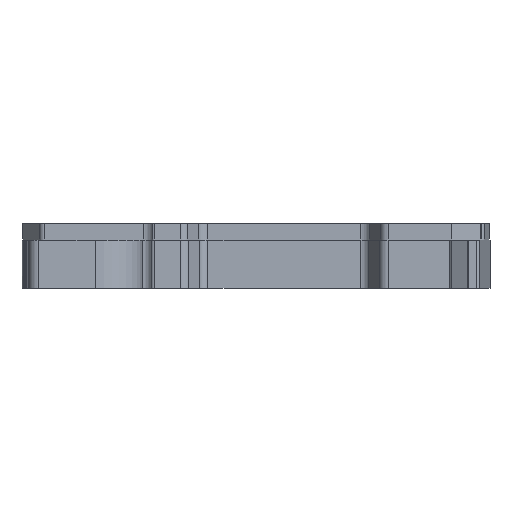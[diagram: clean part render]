
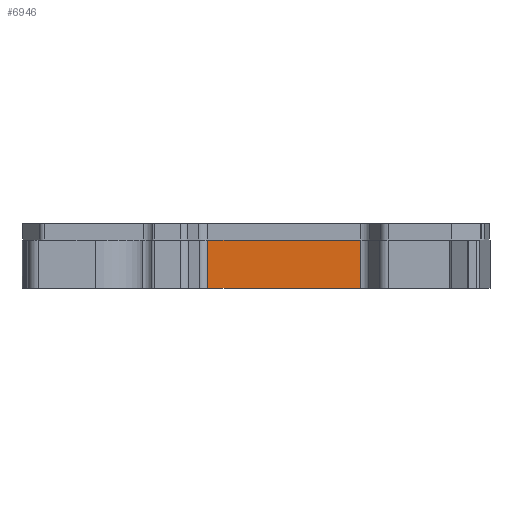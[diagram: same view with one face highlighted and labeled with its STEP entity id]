
A CAD part, front view. The second image highlights one B-rep face of the part: STEP entity #6946.
In plain terms, the highlighted planar face has unit normal (0, -1, 0).
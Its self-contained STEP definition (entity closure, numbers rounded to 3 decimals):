
#172 = CARTESIAN_POINT ( 'NONE',  ( 2199.065, 666.015, 0. ) ) ;
#257 = VECTOR ( 'NONE', #12126, 1000. ) ;
#298 = ORIENTED_EDGE ( 'NONE', *, *, #627, .F. ) ;
#478 = FACE_OUTER_BOUND ( 'NONE', #6470, .T. ) ;
#542 = DIRECTION ( 'NONE',  ( 1., 0., 0. ) ) ;
#627 = EDGE_CURVE ( 'NONE', #5570, #2209, #3405, .T. ) ;
#879 = EDGE_CURVE ( 'NONE', #3200, #5570, #4188, .T. ) ;
#1195 = CARTESIAN_POINT ( 'NONE',  ( 2199.065, 666.015, 0. ) ) ;
#1221 = ORIENTED_EDGE ( 'NONE', *, *, #11617, .T. ) ;
#1548 = EDGE_CURVE ( 'NONE', #1986, #3200, #12274, .T. ) ;
#1770 = CARTESIAN_POINT ( 'NONE',  ( 2199.065, 666.015, 5.05 ) ) ;
#1986 = VERTEX_POINT ( 'NONE', #1195 ) ;
#2209 = VERTEX_POINT ( 'NONE', #1770 ) ;
#2557 = CARTESIAN_POINT ( 'NONE',  ( 2199.065, 666.015, 5.05 ) ) ;
#3200 = VERTEX_POINT ( 'NONE', #12643 ) ;
#3246 = LINE ( 'NONE', #7107, #5209 ) ;
#3405 = LINE ( 'NONE', #2557, #9129 ) ;
#4188 = LINE ( 'NONE', #8068, #257 ) ;
#4587 = AXIS2_PLACEMENT_3D ( 'NONE', #12530, #5449, #542 ) ;
#5209 = VECTOR ( 'NONE', #8102, 1000. ) ;
#5449 = DIRECTION ( 'NONE',  ( 0., -1., 0. ) ) ;
#5570 = VERTEX_POINT ( 'NONE', #5727 ) ;
#5727 = CARTESIAN_POINT ( 'NONE',  ( 2183.09, 666.015, 5.05 ) ) ;
#6061 = ORIENTED_EDGE ( 'NONE', *, *, #1548, .F. ) ;
#6470 = EDGE_LOOP ( 'NONE', ( #6061, #1221, #298, #6873 ) ) ;
#6873 = ORIENTED_EDGE ( 'NONE', *, *, #879, .F. ) ;
#6946 = ADVANCED_FACE ( 'NONE', ( #478 ), #12337, .T. ) ;
#7107 = CARTESIAN_POINT ( 'NONE',  ( 2199.065, 666.015, -60.467 ) ) ;
#7268 = VECTOR ( 'NONE', #11042, 1000. ) ;
#8068 = CARTESIAN_POINT ( 'NONE',  ( 2183.09, 666.015, -60.467 ) ) ;
#8102 = DIRECTION ( 'NONE',  ( 0., 0., 1. ) ) ;
#9129 = VECTOR ( 'NONE', #12260, 1000. ) ;
#11042 = DIRECTION ( 'NONE',  ( -1., 0., 0. ) ) ;
#11617 = EDGE_CURVE ( 'NONE', #1986, #2209, #3246, .T. ) ;
#12126 = DIRECTION ( 'NONE',  ( 0., 0., 1. ) ) ;
#12260 = DIRECTION ( 'NONE',  ( 1., 0., 0. ) ) ;
#12274 = LINE ( 'NONE', #172, #7268 ) ;
#12337 = PLANE ( 'NONE',  #4587 ) ;
#12530 = CARTESIAN_POINT ( 'NONE',  ( 2199.065, 666.015, -60.467 ) ) ;
#12643 = CARTESIAN_POINT ( 'NONE',  ( 2183.09, 666.015, 0. ) ) ;
